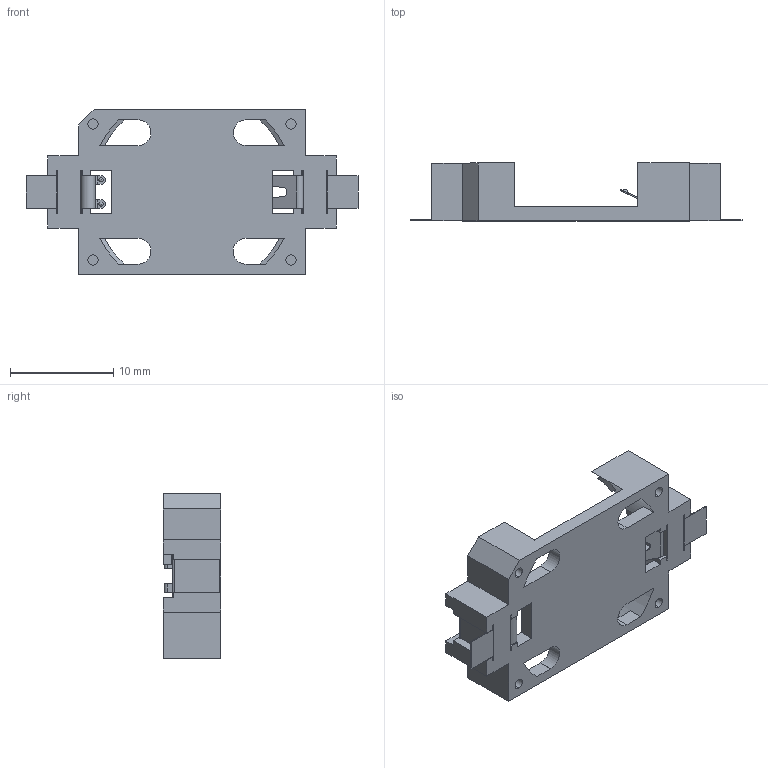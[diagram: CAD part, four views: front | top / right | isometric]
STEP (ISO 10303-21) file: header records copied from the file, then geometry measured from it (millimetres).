
FILE_DESCRIPTION (( 'STEP AP214' ), '1' );
FILE_NAME ('User Library-CR2032_Holder.STEP', '2016-04-11T12:04:48', ( 'Windows User' ), ( '' ), 'SwSTEP 2.0', 'SolidWorks 2016', '' );
FILE_SCHEMA (( 'AUTOMOTIVE_DESIGN' ));
Length unit declared in the file: millimetre
Products named in the file (4): User Library-CR2032_Holder_Pin_minus_Domyslna; User Library-CR2032_Holder_Holder_Domyslna; User Library-CR2032_Holder; User Library-CR2032_Holder_Pin_plus_Domyslna
Assembly tree (3 placements, depth 2):
  User Library-CR2032_Holder
    User Library-CR2032_Holder_Holder_Domyslna
    User Library-CR2032_Holder_Pin_minus_Domyslna
    User Library-CR2032_Holder_Pin_plus_Domyslna
Bounding box: 32.2 x 5.6 x 16 mm (x, y, z)
Volume: 838.5 mm3; surface area: 1745.2 mm2
Topology: 7 solids, 7 shells, 273 faces, 765 edges, 504 vertices
Faces by surface type: plane 173, cylinder 72, sphere 12, cone 8, torus 8
Entity records: 8895 total; most frequent: CARTESIAN_POINT 1600, ORIENTED_EDGE 1490, DIRECTION 1475, EDGE_CURVE 745, VECTOR 517, LINE 517, VERTEX_POINT 492, AXIS2_PLACEMENT_3D 479
